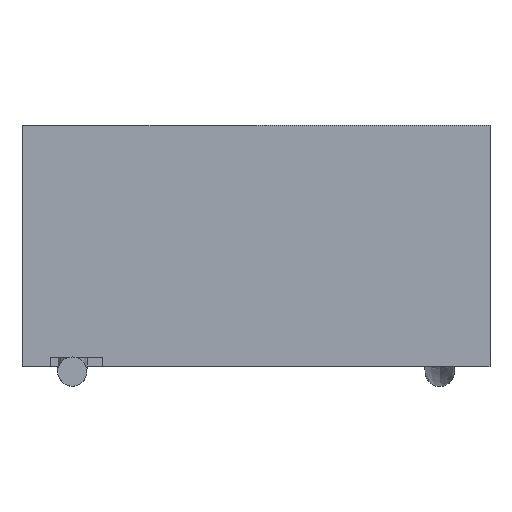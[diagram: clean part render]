
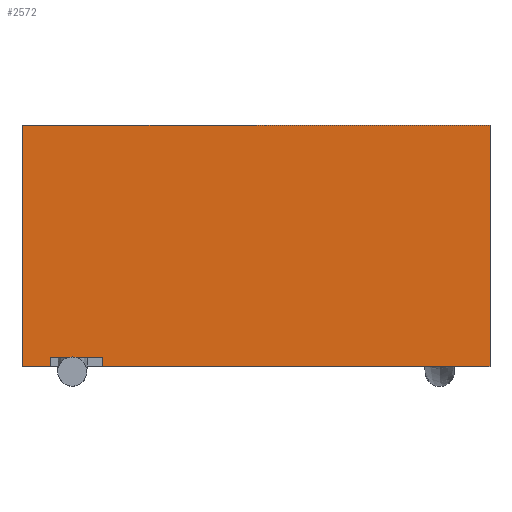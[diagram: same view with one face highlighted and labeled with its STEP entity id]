
A CAD part, top view. The second image highlights one B-rep face of the part: STEP entity #2572.
In plain terms, the highlighted planar face has unit normal (0, 0, 1).
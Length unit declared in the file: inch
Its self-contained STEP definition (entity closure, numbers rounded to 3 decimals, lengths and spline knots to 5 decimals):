
#92 = DIRECTION ( 'NONE',  ( 1., 0., 0. ) ) ;
#295 = VECTOR ( 'NONE', #5430, 39.37008 ) ;
#362 = EDGE_CURVE ( 'NONE', #8037, #5656, #1835, .T. ) ;
#484 = ORIENTED_EDGE ( 'NONE', *, *, #2922, .T. ) ;
#752 = CARTESIAN_POINT ( 'NONE',  ( 0.354, 0.2229, 0.113 ) ) ;
#757 = PLANE ( 'NONE',  #8613 ) ;
#793 = CARTESIAN_POINT ( 'NONE',  ( 0.354, 0.0169, 0.113 ) ) ;
#1040 = VERTEX_POINT ( 'NONE', #6666 ) ;
#1042 = CARTESIAN_POINT ( 'NONE',  ( 0.023, 0.0169, 0.113 ) ) ;
#1049 = LINE ( 'NONE', #6608, #1388 ) ;
#1207 = EDGE_CURVE ( 'NONE', #8037, #1040, #1049, .T. ) ;
#1388 = VECTOR ( 'NONE', #3134, 39.37008 ) ;
#1574 = VECTOR ( 'NONE', #7875, 39.37008 ) ;
#1802 = EDGE_CURVE ( 'NONE', #1040, #8112, #4970, .T. ) ;
#1835 = LINE ( 'NONE', #3605, #2820 ) ;
#1931 = VERTEX_POINT ( 'NONE', #5368 ) ;
#1961 = EDGE_LOOP ( 'NONE', ( #7579, #5391, #484, #6502, #3453, #2288, #6631, #5497 ) ) ;
#2103 = EDGE_CURVE ( 'NONE', #1931, #5656, #4519, .T. ) ;
#2184 = CARTESIAN_POINT ( 'NONE',  ( 0.354, 0.0169, 0.113 ) ) ;
#2288 = ORIENTED_EDGE ( 'NONE', *, *, #3303, .F. ) ;
#2572 = ADVANCED_FACE ( 'NONE', ( #6372 ), #757, .F. ) ;
#2668 = CARTESIAN_POINT ( 'NONE',  ( 0.354, 0.1139, 0.113 ) ) ;
#2820 = VECTOR ( 'NONE', #4924, 39.37008 ) ;
#2922 = EDGE_CURVE ( 'NONE', #8112, #7344, #5932, .T. ) ;
#3134 = DIRECTION ( 'NONE',  ( 0., 1., 0. ) ) ;
#3190 = CARTESIAN_POINT ( 'NONE',  ( 0.023, 0.0249, 0.113 ) ) ;
#3242 = VECTOR ( 'NONE', #92, 39.37008 ) ;
#3303 = EDGE_CURVE ( 'NONE', #1931, #3694, #6416, .T. ) ;
#3453 = ORIENTED_EDGE ( 'NONE', *, *, #4940, .F. ) ;
#3498 = DIRECTION ( 'NONE',  ( 1., 0., 0. ) ) ;
#3605 = CARTESIAN_POINT ( 'NONE',  ( 0.354, 0.0169, 0.113 ) ) ;
#3694 = VERTEX_POINT ( 'NONE', #7608 ) ;
#4362 = DIRECTION ( 'NONE',  ( 0., 0., -1. ) ) ;
#4519 = LINE ( 'NONE', #6250, #5837 ) ;
#4924 = DIRECTION ( 'NONE',  ( -1., 0., 0. ) ) ;
#4940 = EDGE_CURVE ( 'NONE', #3694, #6970, #5095, .T. ) ;
#4970 = LINE ( 'NONE', #5336, #295 ) ;
#5095 = LINE ( 'NONE', #2668, #6731 ) ;
#5304 = VECTOR ( 'NONE', #3498, 39.37008 ) ;
#5336 = CARTESIAN_POINT ( 'NONE',  ( -0.022, 0.0249, 0.113 ) ) ;
#5368 = CARTESIAN_POINT ( 'NONE',  ( -0.046, 0.2229, 0.113 ) ) ;
#5391 = ORIENTED_EDGE ( 'NONE', *, *, #1802, .T. ) ;
#5430 = DIRECTION ( 'NONE',  ( 1., 0., 0. ) ) ;
#5497 = ORIENTED_EDGE ( 'NONE', *, *, #362, .F. ) ;
#5560 = DIRECTION ( 'NONE',  ( 0., -1., 0. ) ) ;
#5656 = VERTEX_POINT ( 'NONE', #6806 ) ;
#5729 = DIRECTION ( 'NONE',  ( -1., 0., 0. ) ) ;
#5798 = CARTESIAN_POINT ( 'NONE',  ( 0.354, 0.0169, 0.113 ) ) ;
#5837 = VECTOR ( 'NONE', #5560, 39.37008 ) ;
#5909 = CARTESIAN_POINT ( 'NONE',  ( -0.022, 0.0169, 0.113 ) ) ;
#5932 = LINE ( 'NONE', #6565, #1574 ) ;
#5991 = EDGE_CURVE ( 'NONE', #7344, #6970, #7146, .T. ) ;
#6250 = CARTESIAN_POINT ( 'NONE',  ( -0.046, 0.1139, 0.113 ) ) ;
#6372 = FACE_OUTER_BOUND ( 'NONE', #1961, .T. ) ;
#6416 = LINE ( 'NONE', #752, #3242 ) ;
#6502 = ORIENTED_EDGE ( 'NONE', *, *, #5991, .T. ) ;
#6565 = CARTESIAN_POINT ( 'NONE',  ( 0.023, 0.0169, 0.113 ) ) ;
#6608 = CARTESIAN_POINT ( 'NONE',  ( -0.022, 0.0169, 0.113 ) ) ;
#6631 = ORIENTED_EDGE ( 'NONE', *, *, #2103, .T. ) ;
#6666 = CARTESIAN_POINT ( 'NONE',  ( -0.022, 0.0249, 0.113 ) ) ;
#6731 = VECTOR ( 'NONE', #7586, 39.37008 ) ;
#6806 = CARTESIAN_POINT ( 'NONE',  ( -0.046, 0.0169, 0.113 ) ) ;
#6970 = VERTEX_POINT ( 'NONE', #5798 ) ;
#7146 = LINE ( 'NONE', #793, #5304 ) ;
#7344 = VERTEX_POINT ( 'NONE', #1042 ) ;
#7579 = ORIENTED_EDGE ( 'NONE', *, *, #1207, .T. ) ;
#7586 = DIRECTION ( 'NONE',  ( 0., -1., 0. ) ) ;
#7608 = CARTESIAN_POINT ( 'NONE',  ( 0.354, 0.2229, 0.113 ) ) ;
#7875 = DIRECTION ( 'NONE',  ( 0., -1., 0. ) ) ;
#8037 = VERTEX_POINT ( 'NONE', #5909 ) ;
#8112 = VERTEX_POINT ( 'NONE', #3190 ) ;
#8613 = AXIS2_PLACEMENT_3D ( 'NONE', #2184, #4362, #5729 ) ;
